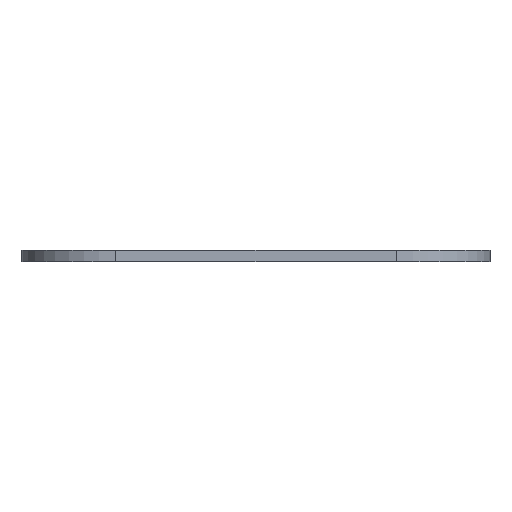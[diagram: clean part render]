
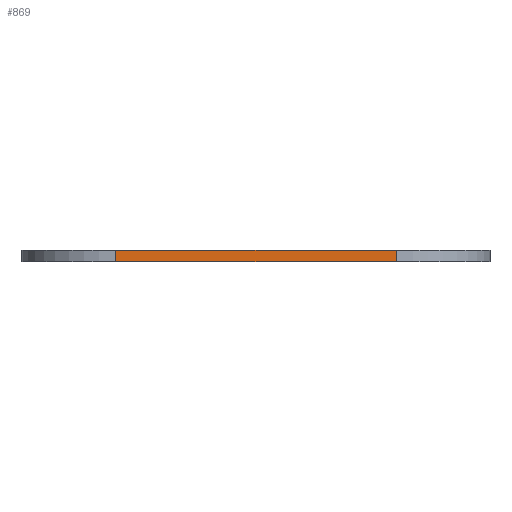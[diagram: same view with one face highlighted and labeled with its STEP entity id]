
A CAD part, front view. The second image highlights one B-rep face of the part: STEP entity #869.
In plain terms, the highlighted planar face has unit normal (0, -1, 0).
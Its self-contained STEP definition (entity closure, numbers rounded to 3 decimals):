
#78=PLANE('',#989);
#117=FACE_OUTER_BOUND('',#157,.T.);
#157=EDGE_LOOP('',(#715,#716,#717,#718));
#263=LINE('',#1478,#309);
#264=LINE('',#1481,#310);
#265=LINE('',#1483,#311);
#266=LINE('',#1484,#312);
#309=VECTOR('',#1243,10.);
#310=VECTOR('',#1246,10.);
#311=VECTOR('',#1247,10.);
#312=VECTOR('',#1248,10.);
#453=VERTEX_POINT('',#1474);
#454=VERTEX_POINT('',#1476);
#455=VERTEX_POINT('',#1480);
#456=VERTEX_POINT('',#1482);
#565=EDGE_CURVE('',#453,#454,#263,.T.);
#566=EDGE_CURVE('',#455,#453,#264,.T.);
#567=EDGE_CURVE('',#456,#454,#265,.T.);
#568=EDGE_CURVE('',#455,#456,#266,.T.);
#715=ORIENTED_EDGE('',*,*,#566,.T.);
#716=ORIENTED_EDGE('',*,*,#565,.T.);
#717=ORIENTED_EDGE('',*,*,#567,.F.);
#718=ORIENTED_EDGE('',*,*,#568,.F.);
#869=ADVANCED_FACE('',(#117),#78,.T.);
#989=AXIS2_PLACEMENT_3D('',#1479,#1244,#1245);
#1243=DIRECTION('',(0.,0.,1.));
#1244=DIRECTION('center_axis',(0.,-1.,0.));
#1245=DIRECTION('ref_axis',(1.,0.,0.));
#1246=DIRECTION('',(1.,0.,0.));
#1247=DIRECTION('',(1.,0.,0.));
#1248=DIRECTION('',(0.,0.,1.));
#1474=CARTESIAN_POINT('',(200.,0.,0.));
#1476=CARTESIAN_POINT('',(200.,0.,6.));
#1478=CARTESIAN_POINT('',(200.,0.,0.));
#1479=CARTESIAN_POINT('Origin',(50.,0.,0.));
#1480=CARTESIAN_POINT('',(50.,0.,0.));
#1481=CARTESIAN_POINT('',(50.,0.,0.));
#1482=CARTESIAN_POINT('',(50.,0.,6.));
#1483=CARTESIAN_POINT('',(50.,0.,6.));
#1484=CARTESIAN_POINT('',(50.,0.,0.));
